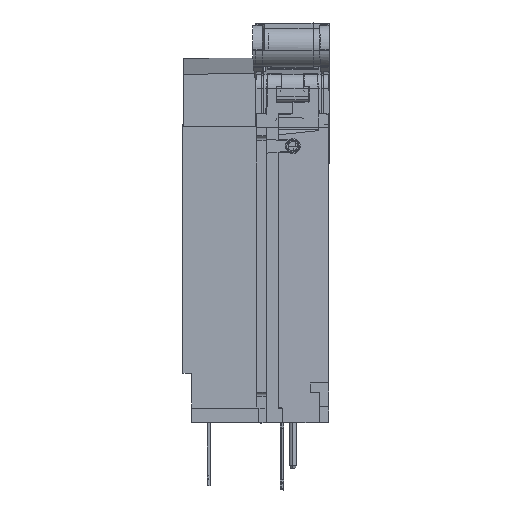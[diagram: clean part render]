
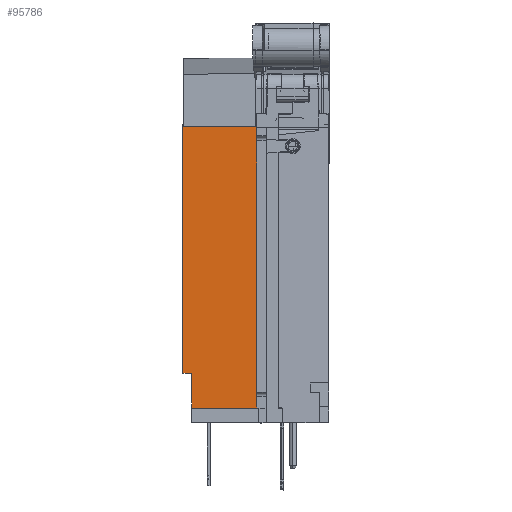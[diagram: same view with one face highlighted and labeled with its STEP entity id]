
A CAD part, left-side view. The second image highlights one B-rep face of the part: STEP entity #95786.
In plain terms, the highlighted planar face has unit normal (-1, 0, 0).
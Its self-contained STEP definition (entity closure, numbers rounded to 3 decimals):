
#93256=DIRECTION('',(0.,0.,1.));
#93257=VECTOR('',#93256,23.5);
#93258=CARTESIAN_POINT('',(-40.9,156.697,
-129.2));
#93259=LINE('',#93258,#93257);
#93263=DIRECTION('',(0.,0.,1.));
#93264=VECTOR('',#93263,167.);
#93265=CARTESIAN_POINT('',(-40.9,162.697,
-105.7));
#93266=LINE('',#93265,#93264);
#93270=DIRECTION('',(0.,-1.,0.));
#93271=VECTOR('',#93270,15.947);
#93272=CARTESIAN_POINT('',(-40.9,162.697,
61.3));
#93273=LINE('',#93272,#93271);
#93277=DIRECTION('',(0.,-1.,0.));
#93278=VECTOR('',#93277,16.059);
#93279=CARTESIAN_POINT('',(-40.9,128.756,
61.3));
#93280=LINE('',#93279,#93278);
#93284=DIRECTION('',(0.,0.,-1.));
#93285=VECTOR('',#93284,186.5);
#93286=CARTESIAN_POINT('',(-40.9,112.697,
61.3));
#93287=LINE('',#93286,#93285);
#93291=DIRECTION('',(0.,-0.009,-1.));
#93292=VECTOR('',#93291,4.);
#93293=CARTESIAN_POINT('',(-40.9,112.709,
-125.2));
#93294=LINE('',#93293,#93292);
#93326=DIRECTION('',(0.,-1.,0.));
#93327=VECTOR('',#93326,44.023);
#93328=CARTESIAN_POINT('',(-40.9,156.697,
-129.2));
#93329=LINE('',#93328,#93327);
#93928=DIRECTION('',(0.,-1.,0.));
#93929=VECTOR('',#93928,6.);
#93930=CARTESIAN_POINT('',(-40.9,162.697,
-105.7));
#93931=LINE('',#93930,#93929);
#94145=DIRECTION('',(0.,-0.047,-0.999));
#94146=VECTOR('',#94145,0.139);
#94147=CARTESIAN_POINT('',(-40.9,146.757,
61.439));
#94148=LINE('',#94147,#94146);
#94328=DIRECTION('',(0.,0.009,1.));
#94329=VECTOR('',#94328,0.296);
#94330=CARTESIAN_POINT('',(-40.9,128.756,
61.3));
#94331=LINE('',#94330,#94329);
#94363=DIRECTION('',(0.,1.,-0.009));
#94364=VECTOR('',#94363,17.999);
#94365=CARTESIAN_POINT('',(-40.9,128.758,
61.596));
#94366=LINE('',#94365,#94364);
#95167=CARTESIAN_POINT('',(-40.9,112.697,
61.3));
#95168=CARTESIAN_POINT('',(-40.9,112.709,
-125.2));
#95169=VERTEX_POINT('',#95167);
#95170=VERTEX_POINT('',#95168);
#95171=CARTESIAN_POINT('',(-40.9,112.674,
-129.2));
#95172=VERTEX_POINT('',#95171);
#95319=CARTESIAN_POINT('',(-40.9,146.75,
61.3));
#95320=VERTEX_POINT('',#95319);
#95321=CARTESIAN_POINT('',(-40.9,162.697,
61.3));
#95322=VERTEX_POINT('',#95321);
#95333=CARTESIAN_POINT('',(-40.9,162.697,
-105.7));
#95334=VERTEX_POINT('',#95333);
#95349=CARTESIAN_POINT('',(-40.9,146.757,
61.439));
#95350=VERTEX_POINT('',#95349);
#95351=CARTESIAN_POINT('',(-40.9,128.758,
61.596));
#95352=VERTEX_POINT('',#95351);
#95353=CARTESIAN_POINT('',(-40.9,128.756,
61.3));
#95354=VERTEX_POINT('',#95353);
#95357=CARTESIAN_POINT('',(-40.9,156.697,
-129.2));
#95358=CARTESIAN_POINT('',(-40.9,156.697,
-105.7));
#95359=VERTEX_POINT('',#95357);
#95360=VERTEX_POINT('',#95358);
#95759=CARTESIAN_POINT('',(-40.9,128.758,
61.596));
#95760=DIRECTION('',(-1.,0.,0.));
#95761=DIRECTION('',(0.,1.,-0.009));
#95762=AXIS2_PLACEMENT_3D('',#95759,#95760,#95761);
#95763=PLANE('',#95762);
#95765=ORIENTED_EDGE('',*,*,#95764,.F.);
#95767=ORIENTED_EDGE('',*,*,#95766,.T.);
#95769=ORIENTED_EDGE('',*,*,#95768,.F.);
#95770=ORIENTED_EDGE('',*,*,#95651,.T.);
#95771=ORIENTED_EDGE('',*,*,#95621,.T.);
#95773=ORIENTED_EDGE('',*,*,#95772,.F.);
#95775=ORIENTED_EDGE('',*,*,#95774,.F.);
#95777=ORIENTED_EDGE('',*,*,#95776,.F.);
#95779=ORIENTED_EDGE('',*,*,#95778,.T.);
#95781=ORIENTED_EDGE('',*,*,#95780,.T.);
#95783=ORIENTED_EDGE('',*,*,#95782,.T.);
#95784=EDGE_LOOP('',(#95765,#95767,#95769,#95770,#95771,#95773,#95775,#95777,
#95779,#95781,#95783));
#95785=FACE_OUTER_BOUND('',#95784,.F.);
#95621=EDGE_CURVE('',#95322,#95320,#93273,.T.);
#95651=EDGE_CURVE('',#95334,#95322,#93266,.T.);
#95764=EDGE_CURVE('',#95359,#95172,#93329,.T.);
#95766=EDGE_CURVE('',#95359,#95360,#93259,.T.);
#95768=EDGE_CURVE('',#95334,#95360,#93931,.T.);
#95772=EDGE_CURVE('',#95350,#95320,#94148,.T.);
#95774=EDGE_CURVE('',#95352,#95350,#94366,.T.);
#95776=EDGE_CURVE('',#95354,#95352,#94331,.T.);
#95778=EDGE_CURVE('',#95354,#95169,#93280,.T.);
#95780=EDGE_CURVE('',#95169,#95170,#93287,.T.);
#95782=EDGE_CURVE('',#95170,#95172,#93294,.T.);
#95786=ADVANCED_FACE('',(#95785),#95763,.T.);
